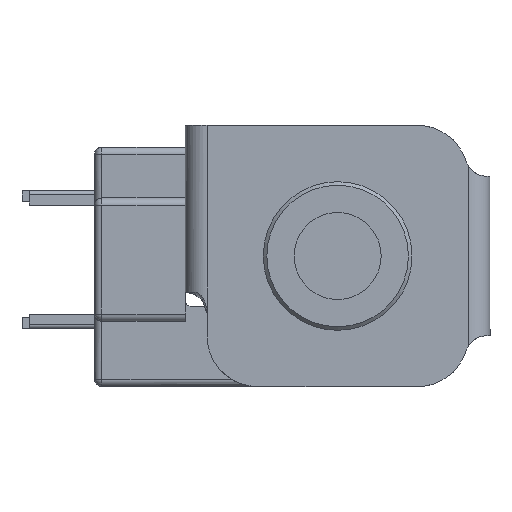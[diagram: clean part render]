
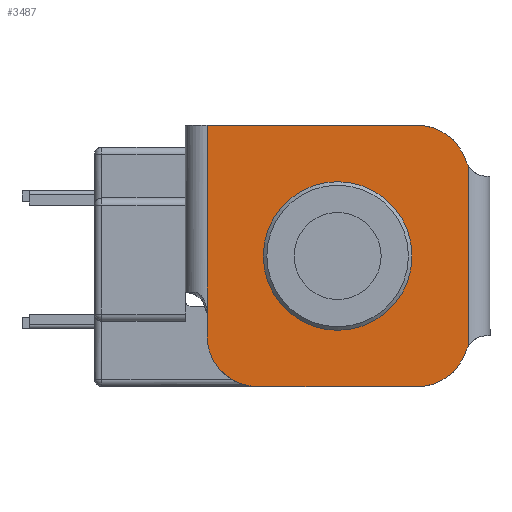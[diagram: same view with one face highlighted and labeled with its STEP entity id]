
A CAD part, left-side view. The second image highlights one B-rep face of the part: STEP entity #3487.
In plain terms, the highlighted planar face has unit normal (-1, 0, 0).
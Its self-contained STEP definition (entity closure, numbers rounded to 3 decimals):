
#169=CIRCLE('',#3724,9.5);
#171=CIRCLE('',#3727,3.);
#172=CIRCLE('',#3730,7.);
#174=CIRCLE('',#3734,7.);
#176=CIRCLE('',#3737,3.);
#193=CIRCLE('',#3773,7.);
#613=ORIENTED_EDGE('',*,*,#1415,.T.);
#614=ORIENTED_EDGE('',*,*,#1413,.F.);
#615=ORIENTED_EDGE('',*,*,#1419,.F.);
#616=ORIENTED_EDGE('',*,*,#1492,.F.);
#617=ORIENTED_EDGE('',*,*,#1493,.F.);
#618=ORIENTED_EDGE('',*,*,#1494,.F.);
#619=ORIENTED_EDGE('',*,*,#1423,.F.);
#620=ORIENTED_EDGE('',*,*,#1424,.F.);
#621=ORIENTED_EDGE('',*,*,#1427,.F.);
#622=ORIENTED_EDGE('',*,*,#1431,.F.);
#623=ORIENTED_EDGE('',*,*,#1433,.F.);
#1413=EDGE_CURVE('',#1891,#1892,#2211,.T.);
#1415=EDGE_CURVE('',#1893,#1893,#169,.T.);
#1419=EDGE_CURVE('',#1896,#1891,#171,.T.);
#1423=EDGE_CURVE('',#1900,#1898,#2216,.T.);
#1424=EDGE_CURVE('',#1901,#1900,#172,.T.);
#1427=EDGE_CURVE('',#1903,#1901,#2218,.T.);
#1431=EDGE_CURVE('',#1905,#1903,#174,.T.);
#1433=EDGE_CURVE('',#1892,#1905,#176,.T.);
#1492=EDGE_CURVE('',#1947,#1896,#193,.T.);
#1493=EDGE_CURVE('',#1948,#1947,#2261,.T.);
#1494=EDGE_CURVE('',#1898,#1948,#2262,.T.);
#1891=VERTEX_POINT('',#5324);
#1892=VERTEX_POINT('',#5326);
#1893=VERTEX_POINT('',#5334);
#1896=VERTEX_POINT('',#5341);
#1898=VERTEX_POINT('',#5358);
#1900=VERTEX_POINT('',#5362);
#1901=VERTEX_POINT('',#5366);
#1903=VERTEX_POINT('',#5372);
#1905=VERTEX_POINT('',#5378);
#1947=VERTEX_POINT('',#5524);
#1948=VERTEX_POINT('',#5528);
#2211=LINE('',#5325,#2530);
#2216=LINE('',#5363,#2535);
#2218=LINE('',#5371,#2537);
#2261=LINE('',#5527,#2580);
#2262=LINE('',#5529,#2581);
#2530=VECTOR('',#4264,1000.);
#2535=VECTOR('',#4281,1000.);
#2537=VECTOR('',#4291,1000.);
#2580=VECTOR('',#4418,1000.);
#2581=VECTOR('',#4419,1000.);
#2899=EDGE_LOOP('',(#613));
#2900=EDGE_LOOP('',(#614,#615,#616,#617,#618,#619,#620,#621,#622,#623));
#3150=FACE_BOUND('',#2899,.T.);
#3151=FACE_BOUND('',#2900,.T.);
#3341=PLANE('',#3774);
#3487=ADVANCED_FACE('',(#3150,#3151),#3341,.F.);
#3724=AXIS2_PLACEMENT_3D('',#5333,#4267,#4268);
#3727=AXIS2_PLACEMENT_3D('',#5342,#4275,#4276);
#3730=AXIS2_PLACEMENT_3D('',#5365,#4284,#4285);
#3734=AXIS2_PLACEMENT_3D('',#5380,#4297,#4298);
#3737=AXIS2_PLACEMENT_3D('',#5383,#4303,#4304);
#3773=AXIS2_PLACEMENT_3D('',#5525,#4414,#4415);
#3774=AXIS2_PLACEMENT_3D('',#5526,#4416,#4417);
#4264=DIRECTION('',(0.,0.,-1.));
#4267=DIRECTION('',(1.,0.,0.));
#4268=DIRECTION('',(0.,0.,-1.));
#4275=DIRECTION('',(-1.,0.,0.));
#4276=DIRECTION('',(0.,0.592,-0.806));
#4281=DIRECTION('',(0.,0.,1.));
#4284=DIRECTION('',(1.,0.,0.));
#4285=DIRECTION('',(0.,1.,0.));
#4291=DIRECTION('',(0.,1.,0.));
#4297=DIRECTION('',(1.,0.,0.));
#4298=DIRECTION('',(0.,0.,-1.));
#4303=DIRECTION('',(-1.,0.,0.));
#4304=DIRECTION('',(0.,0.592,0.806));
#4414=DIRECTION('',(1.,0.,0.));
#4415=DIRECTION('',(0.,-1.,0.));
#4416=DIRECTION('',(1.,0.,0.));
#4417=DIRECTION('',(0.,0.,-1.));
#4418=DIRECTION('',(0.,-1.,0.));
#4419=DIRECTION('',(0.,0.,1.));
#5324=CARTESIAN_POINT('',(-88.411,-20.942,12.403));
#5325=CARTESIAN_POINT('',(-88.411,-20.942,8.75));
#5326=CARTESIAN_POINT('',(-88.411,-20.942,-12.403));
#5333=CARTESIAN_POINT('',(-88.411,-2.942,0.));
#5334=CARTESIAN_POINT('',(-88.411,-2.942,-9.5));
#5341=CARTESIAN_POINT('',(-88.411,-20.62,13.1));
#5342=CARTESIAN_POINT('',(-88.411,-23.481,14.));
#5358=CARTESIAN_POINT('',(-88.411,15.058,-7.731));
#5362=CARTESIAN_POINT('',(-88.411,15.058,-11.));
#5363=CARTESIAN_POINT('',(-88.411,15.058,18.));
#5365=CARTESIAN_POINT('',(-88.411,8.058,-11.));
#5366=CARTESIAN_POINT('',(-88.411,8.058,-18.));
#5371=CARTESIAN_POINT('',(-88.411,8.058,-18.));
#5372=CARTESIAN_POINT('',(-88.411,-13.942,-18.));
#5378=CARTESIAN_POINT('',(-88.411,-20.62,-13.1));
#5380=CARTESIAN_POINT('',(-88.411,-13.942,-11.));
#5383=CARTESIAN_POINT('',(-88.411,-23.481,-14.));
#5524=CARTESIAN_POINT('',(-88.411,-13.942,18.));
#5525=CARTESIAN_POINT('',(-88.411,-13.942,11.));
#5526=CARTESIAN_POINT('',(-88.411,16.558,6.5));
#5527=CARTESIAN_POINT('',(-88.411,-13.942,18.));
#5528=CARTESIAN_POINT('',(-88.411,15.058,18.));
#5529=CARTESIAN_POINT('',(-88.411,15.058,0.75));
